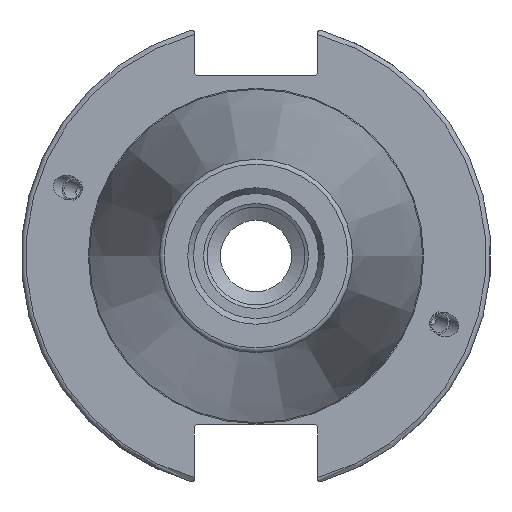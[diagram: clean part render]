
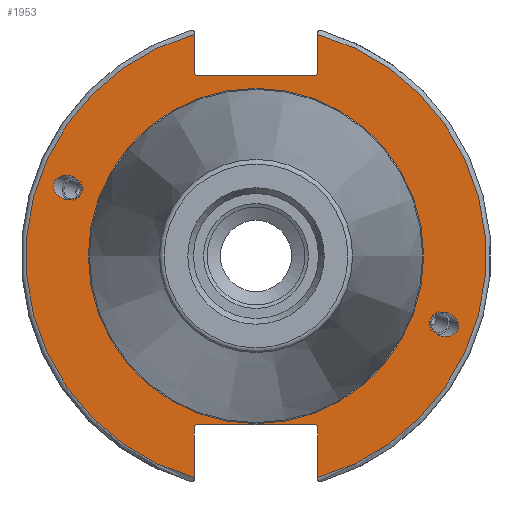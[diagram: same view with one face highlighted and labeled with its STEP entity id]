
A CAD part, left-side view. The second image highlights one B-rep face of the part: STEP entity #1953.
In plain terms, the highlighted planar face has unit normal (-1, 0, 0).
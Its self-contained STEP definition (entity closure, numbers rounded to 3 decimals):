
#31=ELLIPSE('',#2154,3.052,2.5);
#32=ELLIPSE('',#2188,3.052,2.5);
#44=PLANE('',#2198);
#123=FACE_BOUND('',#357,.T.);
#124=FACE_BOUND('',#358,.T.);
#125=FACE_BOUND('',#359,.T.);
#233=FACE_OUTER_BOUND('',#356,.T.);
#356=EDGE_LOOP('',(#1600,#1601,#1602,#1603,#1604,#1605,#1606,#1607,#1608,
#1609,#1610,#1611));
#357=EDGE_LOOP('',(#1612));
#358=EDGE_LOOP('',(#1613));
#359=EDGE_LOOP('',(#1614));
#455=LINE('',#3643,#560);
#456=LINE('',#3645,#561);
#457=LINE('',#3647,#562);
#458=LINE('',#3649,#563);
#459=LINE('',#3651,#564);
#460=LINE('',#3655,#565);
#461=LINE('',#3657,#566);
#462=LINE('',#3659,#567);
#463=LINE('',#3661,#568);
#464=LINE('',#3662,#569);
#560=VECTOR('',#2676,10.);
#561=VECTOR('',#2677,10.);
#562=VECTOR('',#2678,10.);
#563=VECTOR('',#2679,10.);
#564=VECTOR('',#2680,10.);
#565=VECTOR('',#2683,10.);
#566=VECTOR('',#2684,10.);
#567=VECTOR('',#2685,10.);
#568=VECTOR('',#2686,10.);
#569=VECTOR('',#2687,10.);
#726=CIRCLE('',#2196,35.125);
#728=CIRCLE('',#2199,48.213);
#729=CIRCLE('',#2200,48.213);
#847=VERTEX_POINT('',#3360);
#885=VERTEX_POINT('',#3619);
#890=VERTEX_POINT('',#3634);
#891=VERTEX_POINT('',#3639);
#892=VERTEX_POINT('',#3640);
#893=VERTEX_POINT('',#3642);
#894=VERTEX_POINT('',#3644);
#895=VERTEX_POINT('',#3646);
#896=VERTEX_POINT('',#3648);
#897=VERTEX_POINT('',#3650);
#898=VERTEX_POINT('',#3652);
#899=VERTEX_POINT('',#3654);
#900=VERTEX_POINT('',#3656);
#901=VERTEX_POINT('',#3658);
#902=VERTEX_POINT('',#3660);
#1087=EDGE_CURVE('',#847,#847,#31,.T.);
#1138=EDGE_CURVE('',#885,#885,#32,.T.);
#1145=EDGE_CURVE('',#890,#890,#726,.T.);
#1147=EDGE_CURVE('',#891,#892,#728,.T.);
#1148=EDGE_CURVE('',#891,#893,#455,.T.);
#1149=EDGE_CURVE('',#894,#893,#456,.T.);
#1150=EDGE_CURVE('',#894,#895,#457,.T.);
#1151=EDGE_CURVE('',#896,#895,#458,.T.);
#1152=EDGE_CURVE('',#896,#897,#459,.T.);
#1153=EDGE_CURVE('',#898,#897,#729,.T.);
#1154=EDGE_CURVE('',#898,#899,#460,.T.);
#1155=EDGE_CURVE('',#900,#899,#461,.T.);
#1156=EDGE_CURVE('',#900,#901,#462,.T.);
#1157=EDGE_CURVE('',#902,#901,#463,.T.);
#1158=EDGE_CURVE('',#902,#892,#464,.T.);
#1600=ORIENTED_EDGE('',*,*,#1147,.F.);
#1601=ORIENTED_EDGE('',*,*,#1148,.T.);
#1602=ORIENTED_EDGE('',*,*,#1149,.F.);
#1603=ORIENTED_EDGE('',*,*,#1150,.T.);
#1604=ORIENTED_EDGE('',*,*,#1151,.F.);
#1605=ORIENTED_EDGE('',*,*,#1152,.T.);
#1606=ORIENTED_EDGE('',*,*,#1153,.F.);
#1607=ORIENTED_EDGE('',*,*,#1154,.T.);
#1608=ORIENTED_EDGE('',*,*,#1155,.F.);
#1609=ORIENTED_EDGE('',*,*,#1156,.T.);
#1610=ORIENTED_EDGE('',*,*,#1157,.F.);
#1611=ORIENTED_EDGE('',*,*,#1158,.T.);
#1612=ORIENTED_EDGE('',*,*,#1087,.T.);
#1613=ORIENTED_EDGE('',*,*,#1138,.T.);
#1614=ORIENTED_EDGE('',*,*,#1145,.F.);
#1953=ADVANCED_FACE('',(#233,#123,#124,#125),#44,.T.);
#2154=AXIS2_PLACEMENT_3D('',#3362,#2566,#2567);
#2188=AXIS2_PLACEMENT_3D('',#3621,#2650,#2651);
#2196=AXIS2_PLACEMENT_3D('',#3636,#2668,#2669);
#2198=AXIS2_PLACEMENT_3D('',#3638,#2672,#2673);
#2199=AXIS2_PLACEMENT_3D('',#3641,#2674,#2675);
#2200=AXIS2_PLACEMENT_3D('',#3653,#2681,#2682);
#2566=DIRECTION('center_axis',(1.,0.,0.));
#2567=DIRECTION('ref_axis',(0.,-0.94,-0.342));
#2650=DIRECTION('center_axis',(1.,0.,0.));
#2651=DIRECTION('ref_axis',(0.,0.94,0.342));
#2668=DIRECTION('center_axis',(-1.,0.,0.));
#2669=DIRECTION('ref_axis',(0.,-1.,0.));
#2672=DIRECTION('center_axis',(-1.,0.,0.));
#2673=DIRECTION('ref_axis',(0.,0.,1.));
#2674=DIRECTION('center_axis',(1.,0.,0.));
#2675=DIRECTION('ref_axis',(0.,-1.,0.));
#2676=DIRECTION('',(0.,0.,-1.));
#2677=DIRECTION('',(0.,-0.707,0.707));
#2678=DIRECTION('',(0.,1.,0.));
#2679=DIRECTION('',(0.,-0.707,-0.707));
#2680=DIRECTION('',(0.,0.,1.));
#2681=DIRECTION('center_axis',(1.,0.,0.));
#2682=DIRECTION('ref_axis',(0.,1.,0.));
#2683=DIRECTION('',(0.,0.,1.));
#2684=DIRECTION('',(0.,0.707,-0.707));
#2685=DIRECTION('',(0.,-1.,0.));
#2686=DIRECTION('',(0.,0.707,0.707));
#2687=DIRECTION('',(0.,0.,-1.));
#3360=CARTESIAN_POINT('',(3.175,-36.599,-13.321));
#3362=CARTESIAN_POINT('Origin',(3.175,-39.467,-14.365));
#3619=CARTESIAN_POINT('',(3.175,36.599,13.321));
#3621=CARTESIAN_POINT('Origin',(3.175,39.467,14.365));
#3634=CARTESIAN_POINT('',(3.175,0.,35.125));
#3636=CARTESIAN_POINT('Origin',(3.175,0.,0.));
#3638=CARTESIAN_POINT('Origin',(3.175,49.213,0.));
#3639=CARTESIAN_POINT('',(3.175,-12.95,46.441));
#3640=CARTESIAN_POINT('',(3.175,-12.95,-46.441));
#3641=CARTESIAN_POINT('Origin',(3.175,0.,0.));
#3642=CARTESIAN_POINT('',(3.175,-12.95,38.219));
#3643=CARTESIAN_POINT('',(3.175,-12.95,18.86));
#3644=CARTESIAN_POINT('',(3.175,-12.45,37.719));
#3645=CARTESIAN_POINT('',(3.175,12.27,12.999));
#3646=CARTESIAN_POINT('',(3.175,12.45,37.719));
#3647=CARTESIAN_POINT('',(3.175,24.606,37.719));
#3648=CARTESIAN_POINT('',(3.175,12.95,38.219));
#3649=CARTESIAN_POINT('',(3.175,12.336,37.605));
#3650=CARTESIAN_POINT('',(3.175,12.95,46.441));
#3651=CARTESIAN_POINT('',(3.175,12.95,18.86));
#3652=CARTESIAN_POINT('',(3.175,12.95,-46.441));
#3653=CARTESIAN_POINT('Origin',(3.175,0.,0.));
#3654=CARTESIAN_POINT('',(3.175,12.95,-35.806));
#3655=CARTESIAN_POINT('',(3.175,12.95,-17.653));
#3656=CARTESIAN_POINT('',(3.175,12.45,-35.306));
#3657=CARTESIAN_POINT('',(3.175,12.939,-35.795));
#3658=CARTESIAN_POINT('',(3.175,-12.45,-35.306));
#3659=CARTESIAN_POINT('',(3.175,24.606,-35.306));
#3660=CARTESIAN_POINT('',(3.175,-12.95,-35.806));
#3661=CARTESIAN_POINT('',(3.175,11.667,-11.189));
#3662=CARTESIAN_POINT('',(3.175,-12.95,-17.653));
